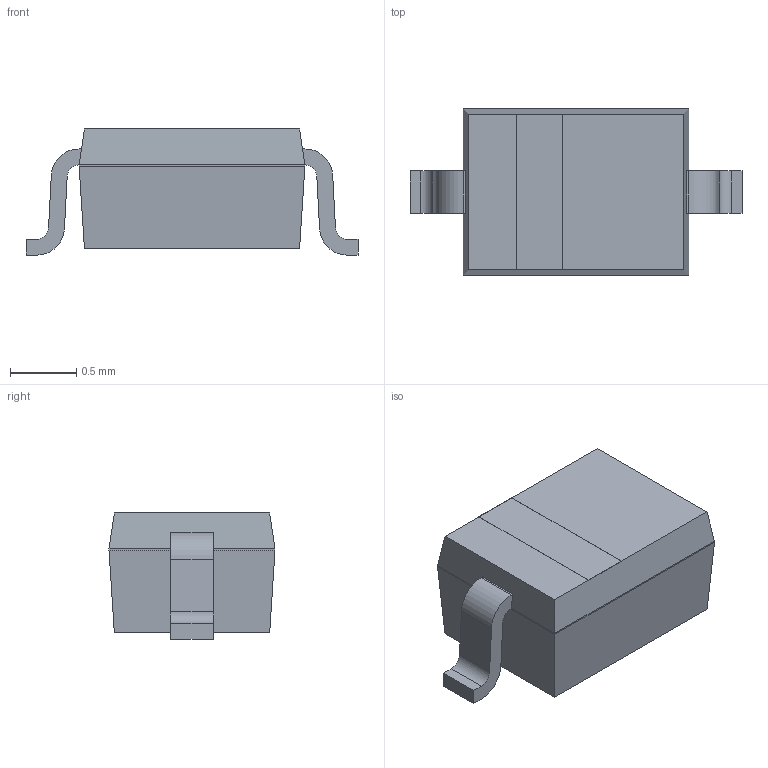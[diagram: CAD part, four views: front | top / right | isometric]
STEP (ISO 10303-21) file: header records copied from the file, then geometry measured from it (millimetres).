
FILE_DESCRIPTION(('FreeCAD Model'),'2;1');
FILE_NAME('Open CASCADE Shape Model','2024-12-14T13:19:37',(''),(''), 'Open CASCADE STEP processor 7.6','FreeCAD','Unknown');
FILE_SCHEMA(('AUTOMOTIVE_DESIGN { 1 0 10303 214 1 1 1 1 }'));
Length unit declared in the file: millimetre
Products named in the file (4): Unnamed; Label; Pins; Body004
Assembly tree (3 placements, depth 2):
  Unnamed
    Label
    Pins
    Body004
Bounding box: 2.5 x 1.25 x 0.95 mm (x, y, z)
Volume: 1.9 mm3; surface area: 11.8 mm2
Topology: 4 solids, 4 shells, 58 faces, 138 edges, 88 vertices
Faces by surface type: plane 42, cylinder 8, bspline 8
Entity records: 1737 total; most frequent: CARTESIAN_POINT 342, ORIENTED_EDGE 276, DIRECTION 244, EDGE_CURVE 138, LINE 104, VECTOR 104, VERTEX_POINT 88, AXIS2_PLACEMENT_3D 70
